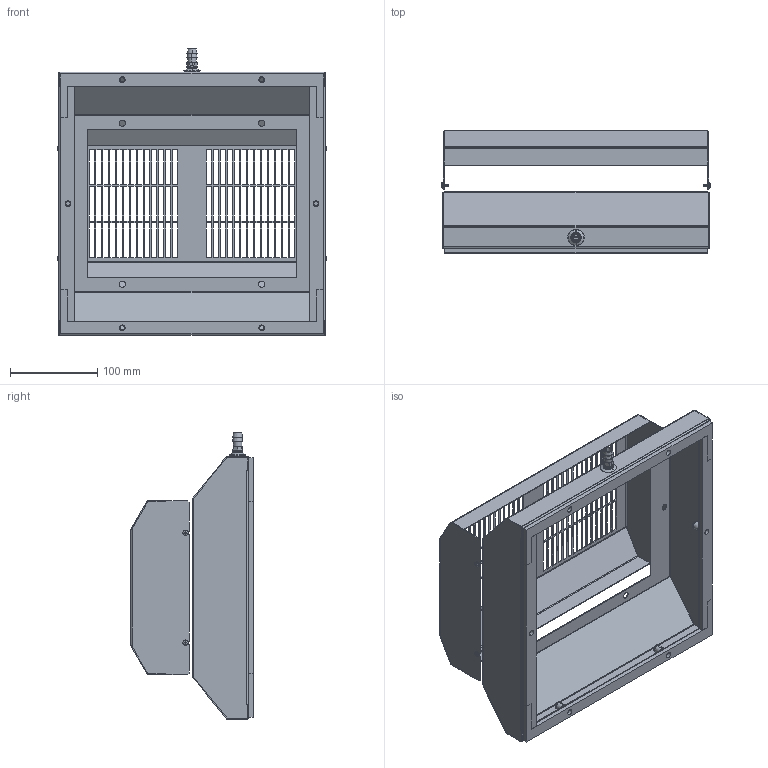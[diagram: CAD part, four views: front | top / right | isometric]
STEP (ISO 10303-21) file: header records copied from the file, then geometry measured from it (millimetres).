
FILE_DESCRIPTION((''),'2;1');
FILE_NAME('TG3102-DUCT-REDESIGN2015_ASM_1_ASM','2024-02-07T13:33:53',('alexcam'),(''),'CREO PARAMETRIC BY PTC INC, 2023294','CREO PARAMETRIC BY PTC INC, 2023294','');
FILE_SCHEMA(('AUTOMOTIVE_DESIGN { 1 0 10303 214 1 1 1 1 }'));
Length unit declared in the file: millimetre
Products named in the file (9): TG3102-42292-SEIF-COVER_1; SCREW_DIN_7985-M3X6-4_8_1; TG3102_DUCT_1; POPNUT_M6_HEX_OPEN_A2_1; TG3102_DUCT_INS_OUTER1_1; TG3102_DUCT_INS_OUTER2_1; BAYONET_DRAINFITTING_1; TG3102_DUCT_ASM_1_ASM; TG3102-DUCT-REDESIGN2015_ASM_1_ASM
Assembly tree (18 placements, depth 3):
  TG3102-DUCT-REDESIGN2015_ASM_1_ASM
    TG3102-42292-SEIF-COVER_1
    SCREW_DIN_7985-M3X6-4_8_1  x4
    TG3102_DUCT_ASM_1_ASM
      TG3102_DUCT_1
      POPNUT_M6_HEX_OPEN_A2_1  x6
      TG3102_DUCT_INS_OUTER1_1  x2
      TG3102_DUCT_INS_OUTER2_1  x2
      BAYONET_DRAINFITTING_1
Bounding box: 309.23 x 140.3 x 328.9 mm (x, y, z)
Volume: 294811 mm3; surface area: 479642.9 mm2
Topology: 17 solids, 17 shells, 1370 faces, 3690 edges, 2349 vertices
Faces by surface type: plane 954, cylinder 200, cone 104, bspline 54, torus 44, sphere 10, extrusion 4
Entity records: 42474 total; most frequent: CARTESIAN_POINT 9705, ORIENTED_EDGE 5400, DIRECTION 4642, EDGE_CURVE 2700, PRESENTATION_STYLE_ASSIGNMENT 2467, STYLED_ITEM 2467, CURVE_STYLE 2462, VECTOR 2050
